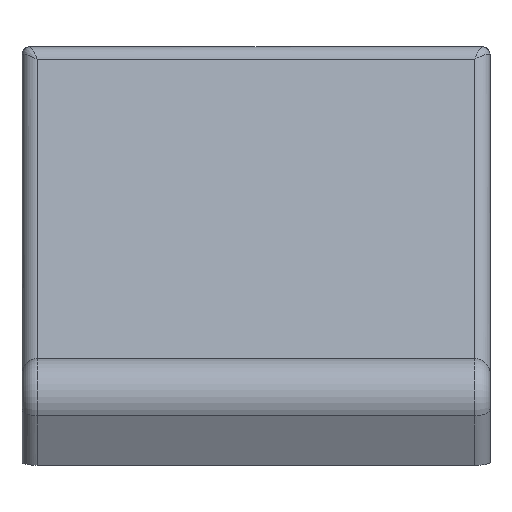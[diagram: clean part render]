
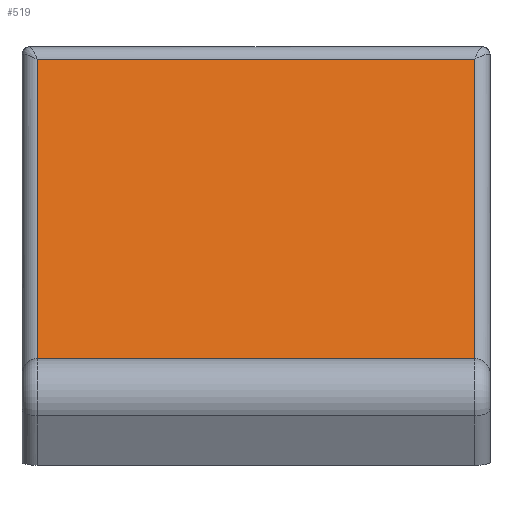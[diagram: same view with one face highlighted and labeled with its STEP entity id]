
A CAD part, front view. The second image highlights one B-rep face of the part: STEP entity #519.
In plain terms, the highlighted planar face has unit normal (0, -0.982, 0.189).
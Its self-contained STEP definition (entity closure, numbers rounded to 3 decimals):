
#46=PLANE('',#599);
#79=FACE_OUTER_BOUND('',#114,.T.);
#114=EDGE_LOOP('',(#452,#453,#454,#455));
#146=LINE('',#1027,#183);
#148=LINE('',#1032,#185);
#149=LINE('',#1034,#186);
#153=LINE('',#1052,#190);
#183=VECTOR('',#729,10.);
#185=VECTOR('',#735,10.);
#186=VECTOR('',#738,10.);
#190=VECTOR('',#764,10.);
#229=VERTEX_POINT('',#886);
#238=VERTEX_POINT('',#987);
#249=VERTEX_POINT('',#1021);
#251=VERTEX_POINT('',#1030);
#312=EDGE_CURVE('',#238,#229,#146,.T.);
#315=EDGE_CURVE('',#251,#238,#148,.T.);
#316=EDGE_CURVE('',#229,#249,#149,.T.);
#325=EDGE_CURVE('',#251,#249,#153,.T.);
#452=ORIENTED_EDGE('',*,*,#316,.F.);
#453=ORIENTED_EDGE('',*,*,#312,.F.);
#454=ORIENTED_EDGE('',*,*,#315,.F.);
#455=ORIENTED_EDGE('',*,*,#325,.T.);
#519=ADVANCED_FACE('',(#79),#46,.T.);
#599=AXIS2_PLACEMENT_3D('',#1051,#762,#763);
#729=DIRECTION('',(1.,0.,0.));
#735=DIRECTION('',(0.,0.188,0.982));
#738=DIRECTION('',(0.,-0.188,-0.982));
#762=DIRECTION('center_axis',(0.,-0.982,0.188));
#763=DIRECTION('ref_axis',(0.,-0.188,-0.982));
#764=DIRECTION('',(1.,0.,0.));
#886=CARTESIAN_POINT('',(-345.,396.885,1433.77));
#987=CARTESIAN_POINT('',(-905.,396.885,1433.77));
#1021=CARTESIAN_POINT('',(-345.,323.228,1050.));
#1027=CARTESIAN_POINT('',(-625.,396.885,1433.77));
#1030=CARTESIAN_POINT('',(-905.,323.228,1050.));
#1032=CARTESIAN_POINT('',(-905.,372.182,1305.063));
#1034=CARTESIAN_POINT('',(-345.,372.182,1305.063));
#1051=CARTESIAN_POINT('Origin',(-625.,400.,1450.));
#1052=CARTESIAN_POINT('',(-625.,323.228,1050.));
